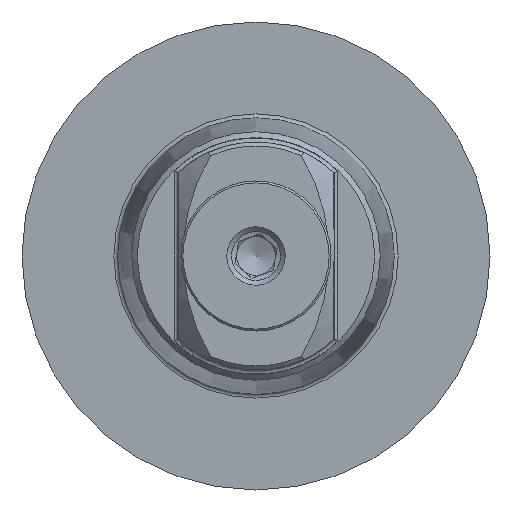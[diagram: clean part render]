
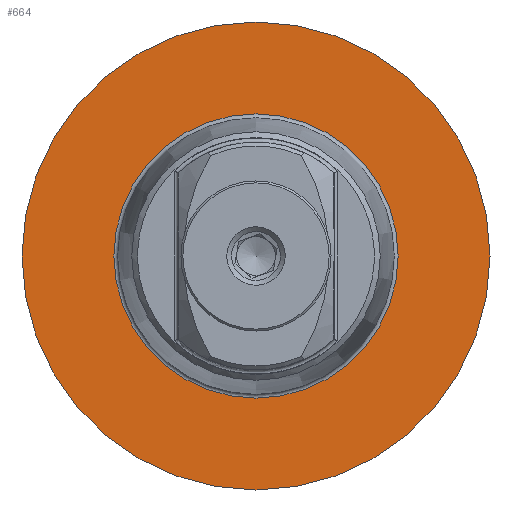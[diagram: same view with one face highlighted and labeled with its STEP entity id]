
A CAD part, left-side view. The second image highlights one B-rep face of the part: STEP entity #664.
In plain terms, the highlighted planar face has unit normal (-1, 0, 0).
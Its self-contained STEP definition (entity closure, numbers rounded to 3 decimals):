
#2 = DIRECTION ( 'NONE',  ( -1., 0., 0. ) ) ;
#80 = PLANE ( 'NONE',  #1043 ) ;
#124 = DIRECTION ( 'NONE',  ( 0., 0., 1. ) ) ;
#130 = FACE_BOUND ( 'NONE', #526, .T. ) ;
#244 = AXIS2_PLACEMENT_3D ( 'NONE', #1036, #1488, #440 ) ;
#307 = EDGE_CURVE ( 'NONE', #967, #967, #1266, .T. ) ;
#338 = CARTESIAN_POINT ( 'NONE',  ( 0., 7.287, 0. ) ) ;
#440 = DIRECTION ( 'NONE',  ( 0., 0., 1. ) ) ;
#526 = EDGE_LOOP ( 'NONE', ( #708 ) ) ;
#664 = ADVANCED_FACE ( 'NONE', ( #130, #682 ), #80, .F. ) ;
#682 = FACE_OUTER_BOUND ( 'NONE', #793, .T. ) ;
#683 = DIRECTION ( 'NONE',  ( 1., 0., 0. ) ) ;
#708 = ORIENTED_EDGE ( 'NONE', *, *, #945, .F. ) ;
#793 = EDGE_LOOP ( 'NONE', ( #1436 ) ) ;
#830 = CARTESIAN_POINT ( 'NONE',  ( 0., 0., 7.287 ) ) ;
#945 = EDGE_CURVE ( 'NONE', #1222, #1222, #1168, .T. ) ;
#967 = VERTEX_POINT ( 'NONE', #1198 ) ;
#1036 = CARTESIAN_POINT ( 'NONE',  ( 0., 0., 0. ) ) ;
#1043 = AXIS2_PLACEMENT_3D ( 'NONE', #338, #683, #1284 ) ;
#1109 = AXIS2_PLACEMENT_3D ( 'NONE', #1177, #2, #124 ) ;
#1168 = CIRCLE ( 'NONE', #1109, 7.287 ) ;
#1177 = CARTESIAN_POINT ( 'NONE',  ( 0., 0., 0. ) ) ;
#1198 = CARTESIAN_POINT ( 'NONE',  ( 0., 0., 12. ) ) ;
#1222 = VERTEX_POINT ( 'NONE', #830 ) ;
#1266 = CIRCLE ( 'NONE', #244, 12. ) ;
#1284 = DIRECTION ( 'NONE',  ( 0., 0., -1. ) ) ;
#1436 = ORIENTED_EDGE ( 'NONE', *, *, #307, .T. ) ;
#1488 = DIRECTION ( 'NONE',  ( -1., 0., 0. ) ) ;
